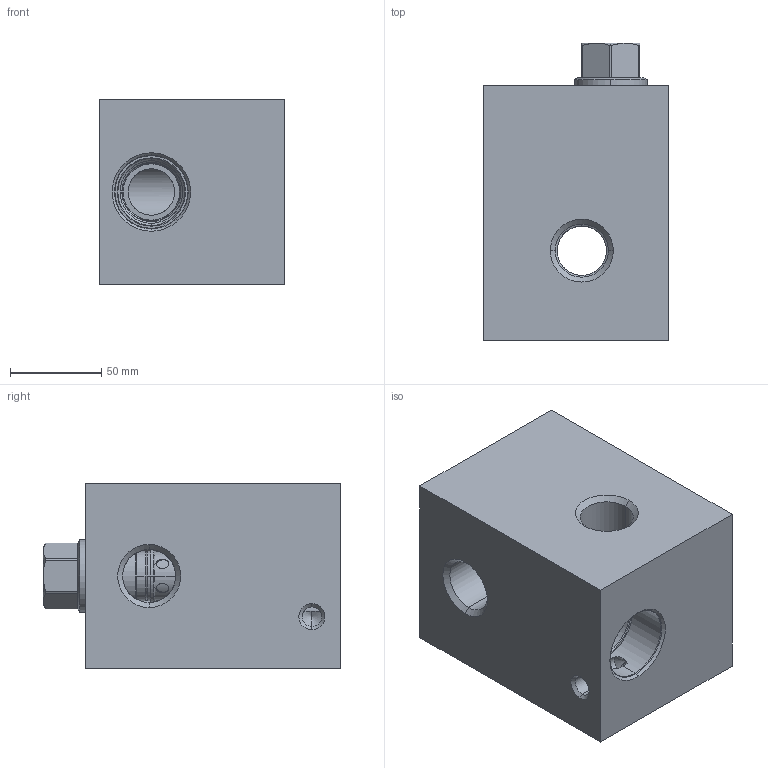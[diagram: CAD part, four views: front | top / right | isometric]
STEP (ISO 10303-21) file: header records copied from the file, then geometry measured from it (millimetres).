
FILE_DESCRIPTION((''),'2;1');
FILE_NAME('H3E_ASM','2024-07-11T',('ProEService'),(''),'PRO/ENGINEER BY PARAMETRIC TECHNOLOGY CORPORATION, 2014200','PRO/ENGINEER BY PARAMETRIC TECHNOLOGY CORPORATION, 2014200','');
FILE_SCHEMA(('CONFIG_CONTROL_DESIGN'));
Length unit declared in the file: inch
Products named in the file (3): 151-161-002; CXGDXCN; H3E_ASM
Assembly tree (2 placements, depth 2):
  H3E_ASM
    151-161-002
    CXGDXCN
Bounding box: 101.6 x 162.74 x 101.6 mm (x, y, z)
Volume: 1246324.8 mm3; surface area: 123954.4 mm2
Topology: 3 solids, 3 shells, 264 faces, 840 edges, 680 vertices
Faces by surface type: cylinder 118, cone 72, plane 42, torus 26, revolution 6
Entity records: 10772 total; most frequent: CARTESIAN_POINT 3421, DIRECTION 1588, ORIENTED_EDGE 1242, EDGE_CURVE 621, AXIS2_PLACEMENT_3D 582, VECTOR 418, LINE 418, VERTEX_POINT 379
